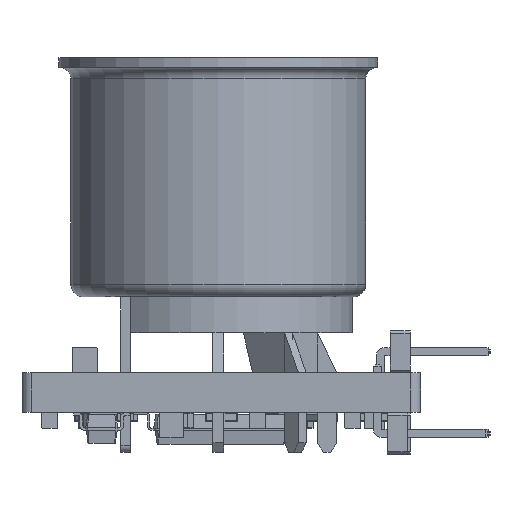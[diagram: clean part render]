
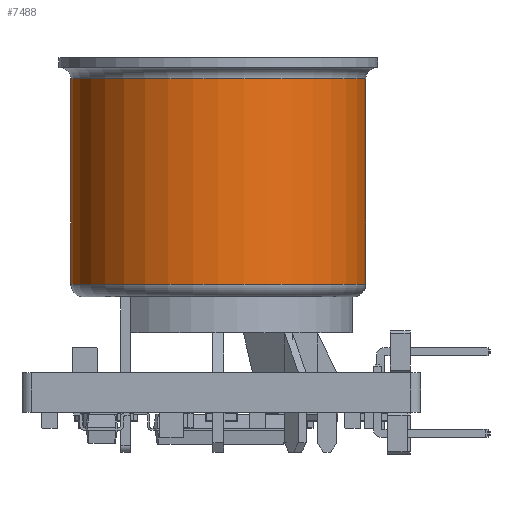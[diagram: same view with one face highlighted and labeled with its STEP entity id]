
A CAD part, left-side view. The second image highlights one B-rep face of the part: STEP entity #7488.
In plain terms, the highlighted cylindrical face has radius 7.4 mm (diameter 14.8 mm), a full revolution.
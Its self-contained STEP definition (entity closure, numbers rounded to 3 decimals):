
#7077 = VERTEX_POINT('',#7078);
#7078 = CARTESIAN_POINT('',(7.4,0.,4.44));
#7087 = EDGE_CURVE('',#7077,#7077,#7088,.T.);
#7088 = CIRCLE('',#7089,7.4);
#7089 = AXIS2_PLACEMENT_3D('',#7090,#7091,#7092);
#7090 = CARTESIAN_POINT('',(0.,0.,4.44));
#7091 = DIRECTION('',(-0.,0.,1.));
#7092 = DIRECTION('',(1.,0.,0.));
#7488 = ADVANCED_FACE('',(#7489),#7508,.T.);
#7489 = FACE_BOUND('',#7490,.T.);
#7490 = EDGE_LOOP('',(#7491,#7499,#7506,#7507));
#7491 = ORIENTED_EDGE('',*,*,#7492,.T.);
#7492 = EDGE_CURVE('',#7077,#7493,#7495,.T.);
#7493 = VERTEX_POINT('',#7494);
#7494 = CARTESIAN_POINT('',(7.4,0.,14.741));
#7495 = LINE('',#7496,#7497);
#7496 = CARTESIAN_POINT('',(7.4,0.,3.8));
#7497 = VECTOR('',#7498,1.);
#7498 = DIRECTION('',(0.,0.,1.));
#7499 = ORIENTED_EDGE('',*,*,#7500,.F.);
#7500 = EDGE_CURVE('',#7493,#7493,#7501,.T.);
#7501 = CIRCLE('',#7502,7.4);
#7502 = AXIS2_PLACEMENT_3D('',#7503,#7504,#7505);
#7503 = CARTESIAN_POINT('',(0.,0.,14.741));
#7504 = DIRECTION('',(0.,0.,1.));
#7505 = DIRECTION('',(1.,0.,-0.));
#7506 = ORIENTED_EDGE('',*,*,#7492,.F.);
#7507 = ORIENTED_EDGE('',*,*,#7087,.T.);
#7508 = CYLINDRICAL_SURFACE('',#7509,7.4);
#7509 = AXIS2_PLACEMENT_3D('',#7510,#7511,#7512);
#7510 = CARTESIAN_POINT('',(0.,0.,3.8));
#7511 = DIRECTION('',(0.,0.,1.));
#7512 = DIRECTION('',(1.,0.,0.));
